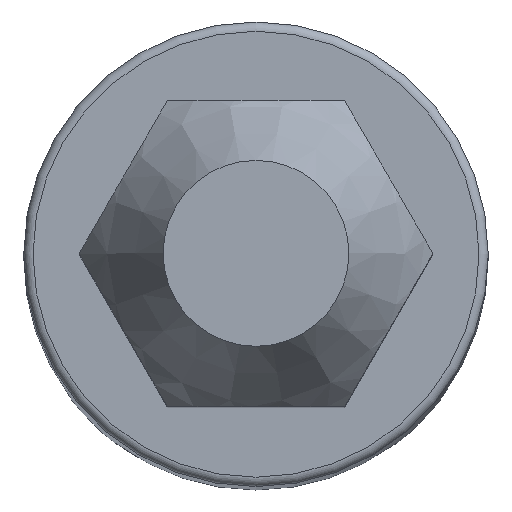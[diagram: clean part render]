
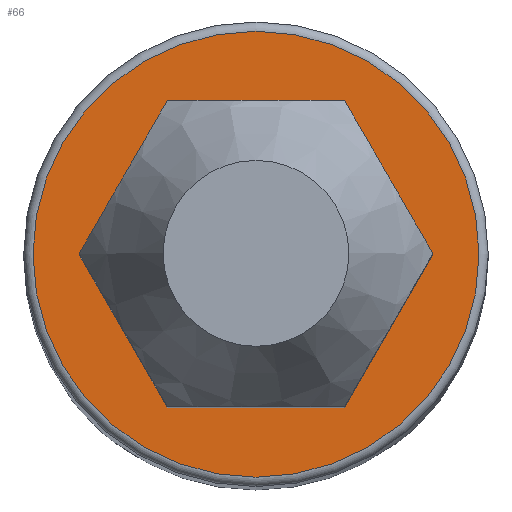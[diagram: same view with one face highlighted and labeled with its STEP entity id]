
A CAD part, top view. The second image highlights one B-rep face of the part: STEP entity #66.
In plain terms, the highlighted planar face has unit normal (0, 0, 1).
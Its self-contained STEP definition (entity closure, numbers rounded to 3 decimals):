
#66 = ADVANCED_FACE( '', ( #155, #156 ), #157, .F. );
#155 = FACE_OUTER_BOUND( '', #268, .T. );
#156 = FACE_BOUND( '', #269, .T. );
#157 = PLANE( '', #270 );
#268 = EDGE_LOOP( '', ( #395 ) );
#269 = EDGE_LOOP( '', ( #396, #397, #398, #399, #400, #401, #402, #403, #404, #405, #406, #407 ) );
#270 = AXIS2_PLACEMENT_3D( '', #408, #409, #410 );
#395 = ORIENTED_EDGE( '', *, *, #693, .F. );
#396 = ORIENTED_EDGE( '', *, *, #694, .F. );
#397 = ORIENTED_EDGE( '', *, *, #695, .T. );
#398 = ORIENTED_EDGE( '', *, *, #696, .F. );
#399 = ORIENTED_EDGE( '', *, *, #676, .T. );
#400 = ORIENTED_EDGE( '', *, *, #697, .F. );
#401 = ORIENTED_EDGE( '', *, *, #698, .T. );
#402 = ORIENTED_EDGE( '', *, *, #699, .F. );
#403 = ORIENTED_EDGE( '', *, *, #700, .T. );
#404 = ORIENTED_EDGE( '', *, *, #701, .F. );
#405 = ORIENTED_EDGE( '', *, *, #702, .T. );
#406 = ORIENTED_EDGE( '', *, *, #703, .F. );
#407 = ORIENTED_EDGE( '', *, *, #691, .T. );
#408 = CARTESIAN_POINT( '', ( 0., 3.81, -11. ) );
#409 = DIRECTION( '', ( 0., 0., -1. ) );
#410 = DIRECTION( '', ( -1., 0., 0. ) );
#676 = EDGE_CURVE( '', #795, #799, #801, .T. );
#691 = EDGE_CURVE( '', #822, #826, #828, .T. );
#693 = EDGE_CURVE( '', #830, #830, #831, .T. );
#694 = EDGE_CURVE( '', #832, #826, #833, .T. );
#695 = EDGE_CURVE( '', #832, #834, #835, .T. );
#696 = EDGE_CURVE( '', #795, #834, #836, .T. );
#697 = EDGE_CURVE( '', #837, #799, #838, .T. );
#698 = EDGE_CURVE( '', #837, #839, #840, .T. );
#699 = EDGE_CURVE( '', #841, #839, #842, .T. );
#700 = EDGE_CURVE( '', #841, #843, #844, .T. );
#701 = EDGE_CURVE( '', #845, #843, #846, .T. );
#702 = EDGE_CURVE( '', #845, #847, #848, .T. );
#703 = EDGE_CURVE( '', #822, #847, #849, .T. );
#795 = VERTEX_POINT( '', #975 );
#799 = VERTEX_POINT( '', #980 );
#801 = CIRCLE( '', #983, 3.81 );
#822 = VERTEX_POINT( '', #1009 );
#826 = VERTEX_POINT( '', #1014 );
#828 = CIRCLE( '', #1017, 3.81 );
#830 = VERTEX_POINT( '', #1019 );
#831 = CIRCLE( '', #1020, 4.8 );
#832 = VERTEX_POINT( '', #1021 );
#833 = LINE( '', #1022, #1023 );
#834 = VERTEX_POINT( '', #1024 );
#835 = CIRCLE( '', #1025, 3.81 );
#836 = LINE( '', #1026, #1027 );
#837 = VERTEX_POINT( '', #1028 );
#838 = LINE( '', #1029, #1030 );
#839 = VERTEX_POINT( '', #1031 );
#840 = CIRCLE( '', #1032, 3.81 );
#841 = VERTEX_POINT( '', #1033 );
#842 = LINE( '', #1034, #1035 );
#843 = VERTEX_POINT( '', #1036 );
#844 = CIRCLE( '', #1037, 3.81 );
#845 = VERTEX_POINT( '', #1038 );
#846 = LINE( '', #1039, #1040 );
#847 = VERTEX_POINT( '', #1041 );
#848 = CIRCLE( '', #1042, 3.81 );
#849 = LINE( '', #1043, #1044 );
#975 = CARTESIAN_POINT( '', ( 3.81, 0.001, -11. ) );
#980 = CARTESIAN_POINT( '', ( 3.81, -0.001, -11. ) );
#983 = AXIS2_PLACEMENT_3D( '', #1338, #1339, #1340 );
#1009 = CARTESIAN_POINT( '', ( -1.906, 3.299, -11. ) );
#1014 = CARTESIAN_POINT( '', ( -1.904, 3.3, -11. ) );
#1017 = AXIS2_PLACEMENT_3D( '', #1360, #1361, #1362 );
#1019 = CARTESIAN_POINT( '', ( -4.8, 0., -11. ) );
#1020 = AXIS2_PLACEMENT_3D( '', #1363, #1364, #1365 );
#1021 = CARTESIAN_POINT( '', ( 1.904, 3.3, -11. ) );
#1022 = CARTESIAN_POINT( '', ( 1.905, 3.3, -11. ) );
#1023 = VECTOR( '', #1366, 1000. );
#1024 = CARTESIAN_POINT( '', ( 1.906, 3.299, -11. ) );
#1025 = AXIS2_PLACEMENT_3D( '', #1367, #1368, #1369 );
#1026 = CARTESIAN_POINT( '', ( 3.811, 0., -11. ) );
#1027 = VECTOR( '', #1370, 1000. );
#1028 = CARTESIAN_POINT( '', ( 1.906, -3.299, -11. ) );
#1029 = CARTESIAN_POINT( '', ( 1.905, -3.3, -11. ) );
#1030 = VECTOR( '', #1371, 1000. );
#1031 = CARTESIAN_POINT( '', ( 1.904, -3.3, -11. ) );
#1032 = AXIS2_PLACEMENT_3D( '', #1372, #1373, #1374 );
#1033 = CARTESIAN_POINT( '', ( -1.904, -3.3, -11. ) );
#1034 = CARTESIAN_POINT( '', ( -1.905, -3.3, -11. ) );
#1035 = VECTOR( '', #1375, 1000. );
#1036 = CARTESIAN_POINT( '', ( -1.906, -3.299, -11. ) );
#1037 = AXIS2_PLACEMENT_3D( '', #1376, #1377, #1378 );
#1038 = CARTESIAN_POINT( '', ( -3.81, -0.001, -11. ) );
#1039 = CARTESIAN_POINT( '', ( -3.811, 0., -11. ) );
#1040 = VECTOR( '', #1379, 1000. );
#1041 = CARTESIAN_POINT( '', ( -3.81, 0.001, -11. ) );
#1042 = AXIS2_PLACEMENT_3D( '', #1380, #1381, #1382 );
#1043 = CARTESIAN_POINT( '', ( -1.905, 3.3, -11. ) );
#1044 = VECTOR( '', #1383, 1000. );
#1338 = CARTESIAN_POINT( '', ( 0., 0., -11. ) );
#1339 = DIRECTION( '', ( 0., 0., -1. ) );
#1340 = DIRECTION( '', ( -1., 0., 0. ) );
#1360 = CARTESIAN_POINT( '', ( 0., 0., -11. ) );
#1361 = DIRECTION( '', ( 0., 0., -1. ) );
#1362 = DIRECTION( '', ( -1., 0., 0. ) );
#1363 = CARTESIAN_POINT( '', ( 0., 0., -11. ) );
#1364 = DIRECTION( '', ( 0., 0., -1. ) );
#1365 = DIRECTION( '', ( -1., 0., 0. ) );
#1366 = DIRECTION( '', ( -1., 0., 0. ) );
#1367 = CARTESIAN_POINT( '', ( 0., 0., -11. ) );
#1368 = DIRECTION( '', ( 0., 0., -1. ) );
#1369 = DIRECTION( '', ( -1., 0., 0. ) );
#1370 = DIRECTION( '', ( -0.5, 0.866, 0. ) );
#1371 = DIRECTION( '', ( 0.5, 0.866, 0. ) );
#1372 = CARTESIAN_POINT( '', ( 0., 0., -11. ) );
#1373 = DIRECTION( '', ( 0., 0., -1. ) );
#1374 = DIRECTION( '', ( -1., 0., 0. ) );
#1375 = DIRECTION( '', ( 1., 0., 0. ) );
#1376 = CARTESIAN_POINT( '', ( 0., 0., -11. ) );
#1377 = DIRECTION( '', ( 0., 0., -1. ) );
#1378 = DIRECTION( '', ( -1., 0., 0. ) );
#1379 = DIRECTION( '', ( 0.5, -0.866, 0. ) );
#1380 = CARTESIAN_POINT( '', ( 0., 0., -11. ) );
#1381 = DIRECTION( '', ( 0., 0., -1. ) );
#1382 = DIRECTION( '', ( -1., 0., 0. ) );
#1383 = DIRECTION( '', ( -0.5, -0.866, 0. ) );
